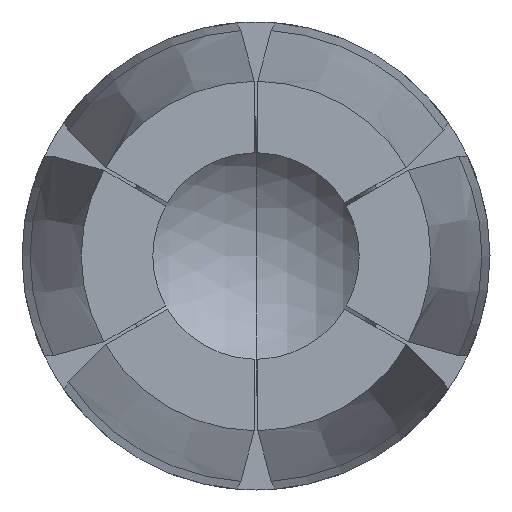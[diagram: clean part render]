
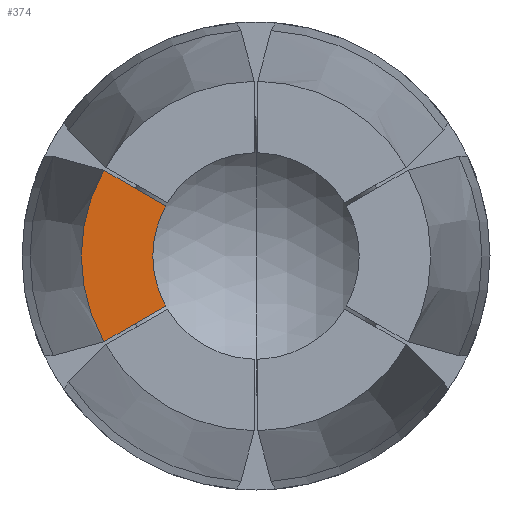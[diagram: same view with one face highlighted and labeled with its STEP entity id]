
A CAD part, front view. The second image highlights one B-rep face of the part: STEP entity #374.
In plain terms, the highlighted planar face has unit normal (0, -1, 0).
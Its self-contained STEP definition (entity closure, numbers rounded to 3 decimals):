
#31 = VERTEX_POINT ( 'NONE', #2264 ) ;
#63 = FACE_OUTER_BOUND ( 'NONE', #1662, .T. ) ;
#300 = EDGE_CURVE ( 'NONE', #956, #1857, #1344, .T. ) ;
#372 = CIRCLE ( 'NONE', #1275, 0.975 ) ;
#374 = ADVANCED_FACE ( 'NONE', ( #63 ), #1168, .F. ) ;
#376 = ORIENTED_EDGE ( 'NONE', *, *, #590, .T. ) ;
#436 = DIRECTION ( 'NONE',  ( 0.866, 0., 0.5 ) ) ;
#537 = DIRECTION ( 'NONE',  ( -0.866, 0., 0.5 ) ) ;
#556 = CARTESIAN_POINT ( 'NONE',  ( -0.008, -22.2, -0.014 ) ) ;
#590 = EDGE_CURVE ( 'NONE', #31, #1857, #1815, .T. ) ;
#594 = CARTESIAN_POINT ( 'NONE',  ( -1.437, -22.2, -0.81 ) ) ;
#613 = ORIENTED_EDGE ( 'NONE', *, *, #300, .F. ) ;
#628 = AXIS2_PLACEMENT_3D ( 'NONE', #1033, #936, #904 ) ;
#662 = ORIENTED_EDGE ( 'NONE', *, *, #1545, .T. ) ;
#675 = ORIENTED_EDGE ( 'NONE', *, *, #1494, .F. ) ;
#725 = CARTESIAN_POINT ( 'NONE',  ( -0.853, -22.2, -0.473 ) ) ;
#835 = AXIS2_PLACEMENT_3D ( 'NONE', #1297, #1294, #1292 ) ;
#874 = CARTESIAN_POINT ( 'NONE',  ( -1.437, -22.2, 0.81 ) ) ;
#904 = DIRECTION ( 'NONE',  ( 0., 0., 1. ) ) ;
#936 = DIRECTION ( 'NONE',  ( 0., 1., 0. ) ) ;
#956 = VERTEX_POINT ( 'NONE', #594 ) ;
#1033 = CARTESIAN_POINT ( 'NONE',  ( 0., -22.2, 0. ) ) ;
#1061 = CARTESIAN_POINT ( 'NONE',  ( -0.008, -22.2, 0.014 ) ) ;
#1168 = PLANE ( 'NONE',  #628 ) ;
#1255 = CARTESIAN_POINT ( 'NONE',  ( 0., -22.2, 0. ) ) ;
#1275 = AXIS2_PLACEMENT_3D ( 'NONE', #1255, #2579, #1421 ) ;
#1292 = DIRECTION ( 'NONE',  ( 0., 0., 1. ) ) ;
#1294 = DIRECTION ( 'NONE',  ( 0., 1., 0. ) ) ;
#1297 = CARTESIAN_POINT ( 'NONE',  ( 0., -22.2, 0. ) ) ;
#1344 = CIRCLE ( 'NONE', #835, 1.65 ) ;
#1421 = DIRECTION ( 'NONE',  ( 0., 0., -1. ) ) ;
#1494 = EDGE_CURVE ( 'NONE', #31, #2478, #372, .T. ) ;
#1545 = EDGE_CURVE ( 'NONE', #956, #2478, #2511, .T. ) ;
#1662 = EDGE_LOOP ( 'NONE', ( #662, #675, #376, #613 ) ) ;
#1815 = LINE ( 'NONE', #556, #1878 ) ;
#1857 = VERTEX_POINT ( 'NONE', #874 ) ;
#1878 = VECTOR ( 'NONE', #537, 1000. ) ;
#2240 = VECTOR ( 'NONE', #436, 1000. ) ;
#2264 = CARTESIAN_POINT ( 'NONE',  ( -0.853, -22.2, 0.473 ) ) ;
#2478 = VERTEX_POINT ( 'NONE', #725 ) ;
#2511 = LINE ( 'NONE', #1061, #2240 ) ;
#2579 = DIRECTION ( 'NONE',  ( 0., -1., 0. ) ) ;
